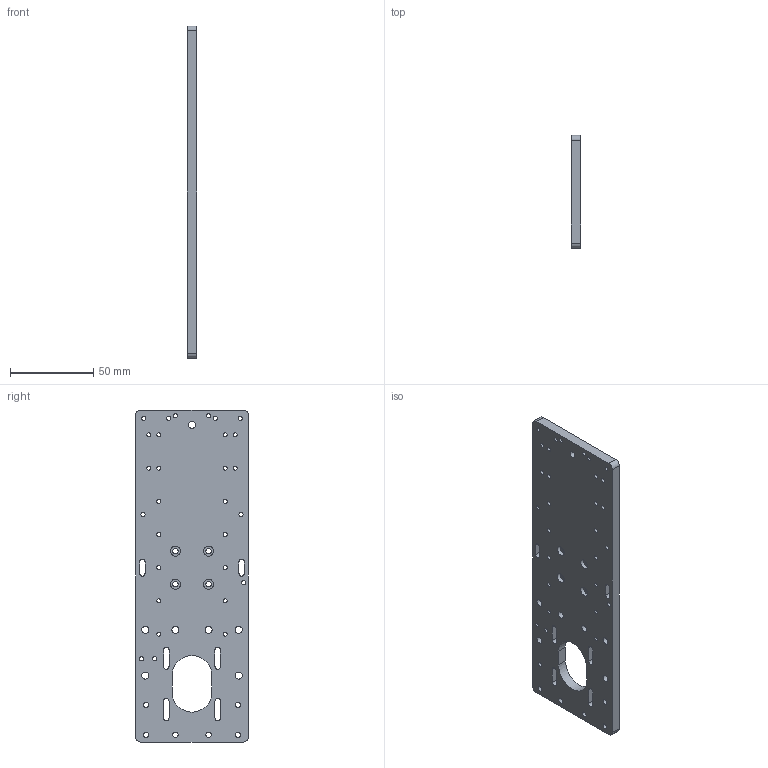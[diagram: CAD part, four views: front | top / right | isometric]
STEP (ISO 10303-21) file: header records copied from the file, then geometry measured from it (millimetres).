
FILE_DESCRIPTION(/* description */ (''),/* implementation_level */ '2;1');
FILE_NAME(/* name */ 'Z-Axis_Z-Axis_Mounting_Plate.step',/* time_stamp */ '2023-12-09T17:40:27+01:00',/* author */ (''),/* organization */ (''),/* preprocessor_version */ 'ST-DEVELOPER v20',/* originating_system */ 'Autodesk Translation Framework v12.14.0.127',/* authorisation */ '');
FILE_SCHEMA (('AUTOMOTIVE_DESIGN { 1 0 10303 214 3 1 1 }'));
Length unit declared in the file: millimetre
Products named in the file (1): Z-Axis_Z-Axis_Mounting_Plate
Bounding box: 6 x 68 x 200 mm (x, y, z)
Volume: 73891.8 mm3; surface area: 32096.2 mm2
Topology: 1 solids, 1 shells, 92 faces, 258 edges, 172 vertices
Faces by surface type: cylinder 68, plane 24
Full cylindrical faces by diameter (mm): 2.5 x29, 3.2 x10, 4.2 x1, 4.3 x6, 6 x4
Entity records: 3290 total; most frequent: DIRECTION 580, CARTESIAN_POINT 523, ORIENTED_EDGE 516, EDGE_CURVE 258, AXIS2_PLACEMENT_3D 229, EDGE_LOOP 202, VERTEX_POINT 172, CIRCLE 136
